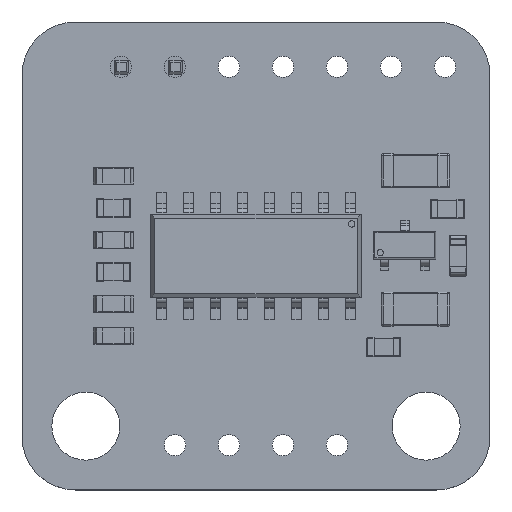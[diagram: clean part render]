
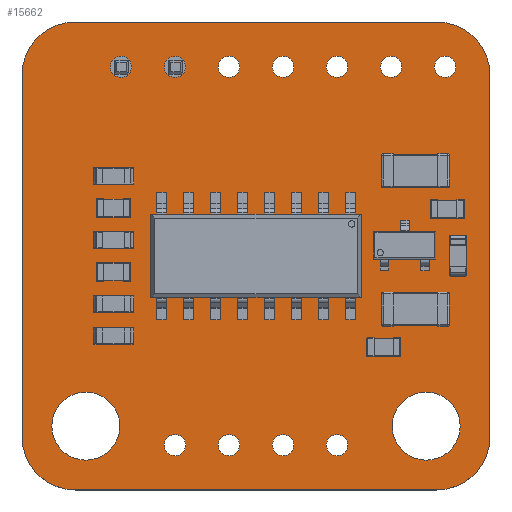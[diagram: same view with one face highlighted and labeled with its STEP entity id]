
A CAD part, top view. The second image highlights one B-rep face of the part: STEP entity #15662.
In plain terms, the highlighted planar face has unit normal (0, 0, 1).
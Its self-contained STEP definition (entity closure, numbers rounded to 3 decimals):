
#15370 = VERTEX_POINT('',#15371);
#15371 = CARTESIAN_POINT('',(19.5,22.,2.63));
#15377 = EDGE_CURVE('',#15370,#15378,#15380,.T.);
#15378 = VERTEX_POINT('',#15379);
#15379 = CARTESIAN_POINT('',(22.,19.5,2.63));
#15380 = CIRCLE('',#15381,2.5);
#15381 = AXIS2_PLACEMENT_3D('',#15382,#15383,#15384);
#15382 = CARTESIAN_POINT('',(19.5,19.5,2.63));
#15383 = DIRECTION('',(0.,0.,-1.));
#15384 = DIRECTION('',(0.,1.,0.));
#15412 = VERTEX_POINT('',#15413);
#15413 = CARTESIAN_POINT('',(2.5,22.,2.63));
#15419 = EDGE_CURVE('',#15412,#15370,#15420,.T.);
#15420 = LINE('',#15421,#15422);
#15421 = CARTESIAN_POINT('',(2.5,22.,2.63));
#15422 = VECTOR('',#15423,1.);
#15423 = DIRECTION('',(1.,0.,0.));
#15441 = EDGE_CURVE('',#15378,#15442,#15444,.T.);
#15442 = VERTEX_POINT('',#15443);
#15443 = CARTESIAN_POINT('',(22.,2.5,2.63));
#15444 = LINE('',#15445,#15446);
#15445 = CARTESIAN_POINT('',(22.,19.5,2.63));
#15446 = VECTOR('',#15447,1.);
#15447 = DIRECTION('',(0.,-1.,0.));
#15662 = ADVANCED_FACE('',(#15663,#15709,#15720,#15731,#15742,#15753,
    #15764,#15775,#15786,#15797,#15808,#15819,#15830,#15841),#15852,.T.
  );
#15663 = FACE_BOUND('',#15664,.T.);
#15664 = EDGE_LOOP('',(#15665,#15666,#15667,#15676,#15684,#15693,#15701,
    #15708));
#15665 = ORIENTED_EDGE('',*,*,#15377,.F.);
#15666 = ORIENTED_EDGE('',*,*,#15419,.F.);
#15667 = ORIENTED_EDGE('',*,*,#15668,.F.);
#15668 = EDGE_CURVE('',#15669,#15412,#15671,.T.);
#15669 = VERTEX_POINT('',#15670);
#15670 = CARTESIAN_POINT('',(0.,19.5,2.63));
#15671 = CIRCLE('',#15672,2.5);
#15672 = AXIS2_PLACEMENT_3D('',#15673,#15674,#15675);
#15673 = CARTESIAN_POINT('',(2.5,19.5,2.63));
#15674 = DIRECTION('',(0.,0.,-1.));
#15675 = DIRECTION('',(-1.,0.,-0.));
#15676 = ORIENTED_EDGE('',*,*,#15677,.F.);
#15677 = EDGE_CURVE('',#15678,#15669,#15680,.T.);
#15678 = VERTEX_POINT('',#15679);
#15679 = CARTESIAN_POINT('',(0.,2.5,2.63));
#15680 = LINE('',#15681,#15682);
#15681 = CARTESIAN_POINT('',(0.,2.5,2.63));
#15682 = VECTOR('',#15683,1.);
#15683 = DIRECTION('',(0.,1.,0.));
#15684 = ORIENTED_EDGE('',*,*,#15685,.F.);
#15685 = EDGE_CURVE('',#15686,#15678,#15688,.T.);
#15686 = VERTEX_POINT('',#15687);
#15687 = CARTESIAN_POINT('',(2.5,0.,2.63));
#15688 = CIRCLE('',#15689,2.5);
#15689 = AXIS2_PLACEMENT_3D('',#15690,#15691,#15692);
#15690 = CARTESIAN_POINT('',(2.5,2.5,2.63));
#15691 = DIRECTION('',(0.,0.,-1.));
#15692 = DIRECTION('',(0.,-1.,0.));
#15693 = ORIENTED_EDGE('',*,*,#15694,.F.);
#15694 = EDGE_CURVE('',#15695,#15686,#15697,.T.);
#15695 = VERTEX_POINT('',#15696);
#15696 = CARTESIAN_POINT('',(19.5,0.,2.63));
#15697 = LINE('',#15698,#15699);
#15698 = CARTESIAN_POINT('',(19.5,0.,2.63));
#15699 = VECTOR('',#15700,1.);
#15700 = DIRECTION('',(-1.,0.,0.));
#15701 = ORIENTED_EDGE('',*,*,#15702,.F.);
#15702 = EDGE_CURVE('',#15442,#15695,#15703,.T.);
#15703 = CIRCLE('',#15704,2.5);
#15704 = AXIS2_PLACEMENT_3D('',#15705,#15706,#15707);
#15705 = CARTESIAN_POINT('',(19.5,2.5,2.63));
#15706 = DIRECTION('',(0.,0.,-1.));
#15707 = DIRECTION('',(1.,0.,0.));
#15708 = ORIENTED_EDGE('',*,*,#15441,.F.);
#15709 = FACE_BOUND('',#15710,.T.);
#15710 = EDGE_LOOP('',(#15711));
#15711 = ORIENTED_EDGE('',*,*,#15712,.T.);
#15712 = EDGE_CURVE('',#15713,#15713,#15715,.T.);
#15713 = VERTEX_POINT('',#15714);
#15714 = CARTESIAN_POINT('',(3.,1.4,2.63));
#15715 = CIRCLE('',#15716,1.6);
#15716 = AXIS2_PLACEMENT_3D('',#15717,#15718,#15719);
#15717 = CARTESIAN_POINT('',(3.,3.,2.63));
#15718 = DIRECTION('',(-0.,0.,-1.));
#15719 = DIRECTION('',(-0.,-1.,0.));
#15720 = FACE_BOUND('',#15721,.T.);
#15721 = EDGE_LOOP('',(#15722));
#15722 = ORIENTED_EDGE('',*,*,#15723,.T.);
#15723 = EDGE_CURVE('',#15724,#15724,#15726,.T.);
#15724 = VERTEX_POINT('',#15725);
#15725 = CARTESIAN_POINT('',(7.19,1.61,2.63));
#15726 = CIRCLE('',#15727,0.5);
#15727 = AXIS2_PLACEMENT_3D('',#15728,#15729,#15730);
#15728 = CARTESIAN_POINT('',(7.19,2.11,2.63));
#15729 = DIRECTION('',(-0.,0.,-1.));
#15730 = DIRECTION('',(-0.,-1.,0.));
#15731 = FACE_BOUND('',#15732,.T.);
#15732 = EDGE_LOOP('',(#15733));
#15733 = ORIENTED_EDGE('',*,*,#15734,.T.);
#15734 = EDGE_CURVE('',#15735,#15735,#15737,.T.);
#15735 = VERTEX_POINT('',#15736);
#15736 = CARTESIAN_POINT('',(9.73,1.61,2.63));
#15737 = CIRCLE('',#15738,0.5);
#15738 = AXIS2_PLACEMENT_3D('',#15739,#15740,#15741);
#15739 = CARTESIAN_POINT('',(9.73,2.11,2.63));
#15740 = DIRECTION('',(-0.,0.,-1.));
#15741 = DIRECTION('',(-0.,-1.,0.));
#15742 = FACE_BOUND('',#15743,.T.);
#15743 = EDGE_LOOP('',(#15744));
#15744 = ORIENTED_EDGE('',*,*,#15745,.T.);
#15745 = EDGE_CURVE('',#15746,#15746,#15748,.T.);
#15746 = VERTEX_POINT('',#15747);
#15747 = CARTESIAN_POINT('',(12.27,1.61,2.63));
#15748 = CIRCLE('',#15749,0.5);
#15749 = AXIS2_PLACEMENT_3D('',#15750,#15751,#15752);
#15750 = CARTESIAN_POINT('',(12.27,2.11,2.63));
#15751 = DIRECTION('',(-0.,0.,-1.));
#15752 = DIRECTION('',(-0.,-1.,0.));
#15753 = FACE_BOUND('',#15754,.T.);
#15754 = EDGE_LOOP('',(#15755));
#15755 = ORIENTED_EDGE('',*,*,#15756,.T.);
#15756 = EDGE_CURVE('',#15757,#15757,#15759,.T.);
#15757 = VERTEX_POINT('',#15758);
#15758 = CARTESIAN_POINT('',(14.81,1.61,2.63));
#15759 = CIRCLE('',#15760,0.5);
#15760 = AXIS2_PLACEMENT_3D('',#15761,#15762,#15763);
#15761 = CARTESIAN_POINT('',(14.81,2.11,2.63));
#15762 = DIRECTION('',(-0.,0.,-1.));
#15763 = DIRECTION('',(-0.,-1.,0.));
#15764 = FACE_BOUND('',#15765,.T.);
#15765 = EDGE_LOOP('',(#15766));
#15766 = ORIENTED_EDGE('',*,*,#15767,.T.);
#15767 = EDGE_CURVE('',#15768,#15768,#15770,.T.);
#15768 = VERTEX_POINT('',#15769);
#15769 = CARTESIAN_POINT('',(19.,1.4,2.63));
#15770 = CIRCLE('',#15771,1.6);
#15771 = AXIS2_PLACEMENT_3D('',#15772,#15773,#15774);
#15772 = CARTESIAN_POINT('',(19.,3.,2.63));
#15773 = DIRECTION('',(-0.,0.,-1.));
#15774 = DIRECTION('',(-0.,-1.,0.));
#15775 = FACE_BOUND('',#15776,.T.);
#15776 = EDGE_LOOP('',(#15777));
#15777 = ORIENTED_EDGE('',*,*,#15778,.T.);
#15778 = EDGE_CURVE('',#15779,#15779,#15781,.T.);
#15779 = VERTEX_POINT('',#15780);
#15780 = CARTESIAN_POINT('',(4.65,19.39,2.63));
#15781 = CIRCLE('',#15782,0.5);
#15782 = AXIS2_PLACEMENT_3D('',#15783,#15784,#15785);
#15783 = CARTESIAN_POINT('',(4.65,19.89,2.63));
#15784 = DIRECTION('',(-0.,0.,-1.));
#15785 = DIRECTION('',(-0.,-1.,0.));
#15786 = FACE_BOUND('',#15787,.T.);
#15787 = EDGE_LOOP('',(#15788));
#15788 = ORIENTED_EDGE('',*,*,#15789,.T.);
#15789 = EDGE_CURVE('',#15790,#15790,#15792,.T.);
#15790 = VERTEX_POINT('',#15791);
#15791 = CARTESIAN_POINT('',(7.19,19.39,2.63));
#15792 = CIRCLE('',#15793,0.5);
#15793 = AXIS2_PLACEMENT_3D('',#15794,#15795,#15796);
#15794 = CARTESIAN_POINT('',(7.19,19.89,2.63));
#15795 = DIRECTION('',(-0.,0.,-1.));
#15796 = DIRECTION('',(-0.,-1.,0.));
#15797 = FACE_BOUND('',#15798,.T.);
#15798 = EDGE_LOOP('',(#15799));
#15799 = ORIENTED_EDGE('',*,*,#15800,.T.);
#15800 = EDGE_CURVE('',#15801,#15801,#15803,.T.);
#15801 = VERTEX_POINT('',#15802);
#15802 = CARTESIAN_POINT('',(9.73,19.39,2.63));
#15803 = CIRCLE('',#15804,0.5);
#15804 = AXIS2_PLACEMENT_3D('',#15805,#15806,#15807);
#15805 = CARTESIAN_POINT('',(9.73,19.89,2.63));
#15806 = DIRECTION('',(-0.,0.,-1.));
#15807 = DIRECTION('',(-0.,-1.,0.));
#15808 = FACE_BOUND('',#15809,.T.);
#15809 = EDGE_LOOP('',(#15810));
#15810 = ORIENTED_EDGE('',*,*,#15811,.T.);
#15811 = EDGE_CURVE('',#15812,#15812,#15814,.T.);
#15812 = VERTEX_POINT('',#15813);
#15813 = CARTESIAN_POINT('',(12.27,19.39,2.63));
#15814 = CIRCLE('',#15815,0.5);
#15815 = AXIS2_PLACEMENT_3D('',#15816,#15817,#15818);
#15816 = CARTESIAN_POINT('',(12.27,19.89,2.63));
#15817 = DIRECTION('',(-0.,0.,-1.));
#15818 = DIRECTION('',(-0.,-1.,0.));
#15819 = FACE_BOUND('',#15820,.T.);
#15820 = EDGE_LOOP('',(#15821));
#15821 = ORIENTED_EDGE('',*,*,#15822,.T.);
#15822 = EDGE_CURVE('',#15823,#15823,#15825,.T.);
#15823 = VERTEX_POINT('',#15824);
#15824 = CARTESIAN_POINT('',(14.81,19.39,2.63));
#15825 = CIRCLE('',#15826,0.5);
#15826 = AXIS2_PLACEMENT_3D('',#15827,#15828,#15829);
#15827 = CARTESIAN_POINT('',(14.81,19.89,2.63));
#15828 = DIRECTION('',(-0.,0.,-1.));
#15829 = DIRECTION('',(-0.,-1.,0.));
#15830 = FACE_BOUND('',#15831,.T.);
#15831 = EDGE_LOOP('',(#15832));
#15832 = ORIENTED_EDGE('',*,*,#15833,.T.);
#15833 = EDGE_CURVE('',#15834,#15834,#15836,.T.);
#15834 = VERTEX_POINT('',#15835);
#15835 = CARTESIAN_POINT('',(17.35,19.39,2.63));
#15836 = CIRCLE('',#15837,0.5);
#15837 = AXIS2_PLACEMENT_3D('',#15838,#15839,#15840);
#15838 = CARTESIAN_POINT('',(17.35,19.89,2.63));
#15839 = DIRECTION('',(-0.,0.,-1.));
#15840 = DIRECTION('',(-0.,-1.,0.));
#15841 = FACE_BOUND('',#15842,.T.);
#15842 = EDGE_LOOP('',(#15843));
#15843 = ORIENTED_EDGE('',*,*,#15844,.T.);
#15844 = EDGE_CURVE('',#15845,#15845,#15847,.T.);
#15845 = VERTEX_POINT('',#15846);
#15846 = CARTESIAN_POINT('',(19.89,19.39,2.63));
#15847 = CIRCLE('',#15848,0.5);
#15848 = AXIS2_PLACEMENT_3D('',#15849,#15850,#15851);
#15849 = CARTESIAN_POINT('',(19.89,19.89,2.63));
#15850 = DIRECTION('',(-0.,0.,-1.));
#15851 = DIRECTION('',(-0.,-1.,0.));
#15852 = PLANE('',#15853);
#15853 = AXIS2_PLACEMENT_3D('',#15854,#15855,#15856);
#15854 = CARTESIAN_POINT('',(0.,0.,2.63));
#15855 = DIRECTION('',(0.,0.,1.));
#15856 = DIRECTION('',(1.,0.,-0.));
